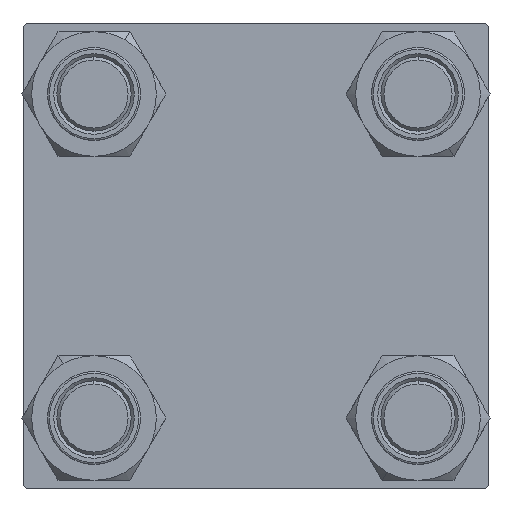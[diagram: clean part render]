
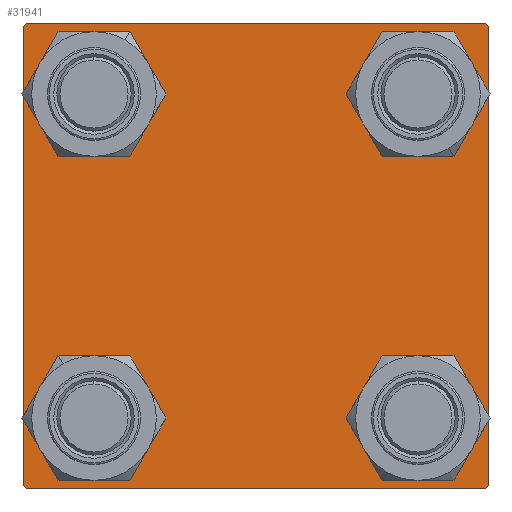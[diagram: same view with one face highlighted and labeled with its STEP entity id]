
A CAD part, left-side view. The second image highlights one B-rep face of the part: STEP entity #31941.
In plain terms, the highlighted planar face has unit normal (-1, 0, 0).
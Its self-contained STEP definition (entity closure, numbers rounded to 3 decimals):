
#460 = AXIS2_PLACEMENT_3D ( 'NONE', #30048, #41977, #30299 ) ;
#777 = CARTESIAN_POINT ( 'NONE',  ( 0., 26.15, -19.65 ) ) ;
#1297 = VERTEX_POINT ( 'NONE', #13042 ) ;
#1494 = AXIS2_PLACEMENT_3D ( 'NONE', #19695, #43045, #47106 ) ;
#1756 = CIRCLE ( 'NONE', #39834, 6.5 ) ;
#1828 = CARTESIAN_POINT ( 'NONE',  ( 0., 37., 37.5 ) ) ;
#1960 = CARTESIAN_POINT ( 'NONE',  ( 0., 37.5, -37. ) ) ;
#2060 = CARTESIAN_POINT ( 'NONE',  ( 0., 26.15, 26.15 ) ) ;
#2276 = FACE_BOUND ( 'NONE', #37567, .T. ) ;
#2296 = VERTEX_POINT ( 'NONE', #45780 ) ;
#3257 = ORIENTED_EDGE ( 'NONE', *, *, #50154, .T. ) ;
#3750 = CARTESIAN_POINT ( 'NONE',  ( 0., -37.25, -37.25 ) ) ;
#3818 = EDGE_CURVE ( 'NONE', #11280, #36630, #49105, .T. ) ;
#4116 = VERTEX_POINT ( 'NONE', #36927 ) ;
#4871 = ORIENTED_EDGE ( 'NONE', *, *, #26854, .T. ) ;
#6247 = CARTESIAN_POINT ( 'NONE',  ( 0., -37., -37.5 ) ) ;
#6284 = DIRECTION ( 'NONE',  ( 1., 0., 0. ) ) ;
#6365 = DIRECTION ( 'NONE',  ( 0., 0., 1. ) ) ;
#7222 = CARTESIAN_POINT ( 'NONE',  ( 0., -26.15, -32.65 ) ) ;
#7540 = CARTESIAN_POINT ( 'NONE',  ( 0., 37.5, 37.5 ) ) ;
#8898 = EDGE_CURVE ( 'NONE', #49270, #30326, #28728, .T. ) ;
#9130 = EDGE_CURVE ( 'NONE', #33800, #4116, #31485, .T. ) ;
#9240 = CARTESIAN_POINT ( 'NONE',  ( 0., -37., 37.5 ) ) ;
#9655 = EDGE_CURVE ( 'NONE', #2296, #38637, #40891, .T. ) ;
#10146 = CIRCLE ( 'NONE', #44178, 6.5 ) ;
#10663 = VERTEX_POINT ( 'NONE', #31006 ) ;
#11280 = VERTEX_POINT ( 'NONE', #27305 ) ;
#11363 = LINE ( 'NONE', #3750, #49551 ) ;
#11851 = ORIENTED_EDGE ( 'NONE', *, *, #24766, .T. ) ;
#12015 = VERTEX_POINT ( 'NONE', #18431 ) ;
#12081 = DIRECTION ( 'NONE',  ( 0., 0., -1. ) ) ;
#12190 = CARTESIAN_POINT ( 'NONE',  ( 0., 37.25, 37.25 ) ) ;
#12476 = ORIENTED_EDGE ( 'NONE', *, *, #9655, .T. ) ;
#12872 = DIRECTION ( 'NONE',  ( 0., 0.707, 0.707 ) ) ;
#12992 = VECTOR ( 'NONE', #12872, 1000. ) ;
#13042 = CARTESIAN_POINT ( 'NONE',  ( 0., -26.15, 19.65 ) ) ;
#13168 = ORIENTED_EDGE ( 'NONE', *, *, #8898, .F. ) ;
#14154 = ORIENTED_EDGE ( 'NONE', *, *, #42284, .T. ) ;
#15027 = ORIENTED_EDGE ( 'NONE', *, *, #40236, .T. ) ;
#15164 = LINE ( 'NONE', #30648, #42738 ) ;
#15584 = ORIENTED_EDGE ( 'NONE', *, *, #22801, .T. ) ;
#16530 = ORIENTED_EDGE ( 'NONE', *, *, #36289, .F. ) ;
#17531 = DIRECTION ( 'NONE',  ( 1., 0., 0. ) ) ;
#17684 = DIRECTION ( 'NONE',  ( 0., 0., 1. ) ) ;
#17814 = ORIENTED_EDGE ( 'NONE', *, *, #31547, .T. ) ;
#18240 = FACE_BOUND ( 'NONE', #47995, .T. ) ;
#18431 = CARTESIAN_POINT ( 'NONE',  ( 0., 26.15, -32.65 ) ) ;
#18761 = AXIS2_PLACEMENT_3D ( 'NONE', #2060, #17531, #6365 ) ;
#19426 = CARTESIAN_POINT ( 'NONE',  ( 0., -26.15, 26.15 ) ) ;
#19695 = CARTESIAN_POINT ( 'NONE',  ( 0., 26.15, -26.15 ) ) ;
#20125 = CIRCLE ( 'NONE', #1494, 6.5 ) ;
#20134 = CARTESIAN_POINT ( 'NONE',  ( 0., -37.5, 37. ) ) ;
#20592 = EDGE_LOOP ( 'NONE', ( #17814, #15584 ) ) ;
#20835 = VERTEX_POINT ( 'NONE', #49086 ) ;
#21553 = FACE_OUTER_BOUND ( 'NONE', #25090, .T. ) ;
#21603 = CARTESIAN_POINT ( 'NONE',  ( 0., -37.5, 37.5 ) ) ;
#21810 = FACE_BOUND ( 'NONE', #29162, .T. ) ;
#22801 = EDGE_CURVE ( 'NONE', #12015, #33994, #10146, .T. ) ;
#24416 = CIRCLE ( 'NONE', #42250, 6.5 ) ;
#24531 = VERTEX_POINT ( 'NONE', #1960 ) ;
#24532 = DIRECTION ( 'NONE',  ( 0., 0., 1. ) ) ;
#24564 = DIRECTION ( 'NONE',  ( 0., 0., 1. ) ) ;
#24671 = CARTESIAN_POINT ( 'NONE',  ( 0., 26.15, 32.65 ) ) ;
#24766 = EDGE_CURVE ( 'NONE', #36630, #11280, #46652, .T. ) ;
#24918 = DIRECTION ( 'NONE',  ( 0., -1., 0. ) ) ;
#25055 = CARTESIAN_POINT ( 'NONE',  ( 0., -37.25, 37.25 ) ) ;
#25090 = EDGE_LOOP ( 'NONE', ( #48930, #36666, #12476, #14154, #13168, #15027, #16530, #26716 ) ) ;
#25236 = CIRCLE ( 'NONE', #18761, 6.5 ) ;
#25602 = FACE_BOUND ( 'NONE', #20592, .T. ) ;
#25664 = VECTOR ( 'NONE', #41389, 1000. ) ;
#26716 = ORIENTED_EDGE ( 'NONE', *, *, #9130, .T. ) ;
#26854 = EDGE_CURVE ( 'NONE', #20835, #1297, #35375, .T. ) ;
#27305 = CARTESIAN_POINT ( 'NONE',  ( 0., -26.15, -19.65 ) ) ;
#28351 = DIRECTION ( 'NONE',  ( 1., 0., 0. ) ) ;
#28728 = LINE ( 'NONE', #21603, #25664 ) ;
#29162 = EDGE_LOOP ( 'NONE', ( #39644, #11851 ) ) ;
#29392 = EDGE_CURVE ( 'NONE', #24531, #2296, #15164, .T. ) ;
#30048 = CARTESIAN_POINT ( 'NONE',  ( 0., -26.15, -26.15 ) ) ;
#30299 = DIRECTION ( 'NONE',  ( 0., 0., 1. ) ) ;
#30326 = VERTEX_POINT ( 'NONE', #37563 ) ;
#30648 = CARTESIAN_POINT ( 'NONE',  ( 0., 37.25, -37.25 ) ) ;
#30884 = DIRECTION ( 'NONE',  ( 0., -1., 0. ) ) ;
#31006 = CARTESIAN_POINT ( 'NONE',  ( 0., 26.15, 19.65 ) ) ;
#31352 = VECTOR ( 'NONE', #43160, 1000. ) ;
#31485 = LINE ( 'NONE', #12190, #31352 ) ;
#31547 = EDGE_CURVE ( 'NONE', #33994, #12015, #20125, .T. ) ;
#31695 = DIRECTION ( 'NONE',  ( 1., 0., 0. ) ) ;
#31941 = ADVANCED_FACE ( 'NONE', ( #18240, #21810, #25602, #2276, #21553 ), #33467, .T. ) ;
#33467 = PLANE ( 'NONE',  #50150 ) ;
#33800 = VERTEX_POINT ( 'NONE', #1828 ) ;
#33994 = VERTEX_POINT ( 'NONE', #777 ) ;
#34043 = VECTOR ( 'NONE', #12081, 1000. ) ;
#34159 = DIRECTION ( 'NONE',  ( 1., 0., 0. ) ) ;
#35375 = CIRCLE ( 'NONE', #40212, 6.5 ) ;
#36150 = AXIS2_PLACEMENT_3D ( 'NONE', #48902, #6284, #45111 ) ;
#36289 = EDGE_CURVE ( 'NONE', #33800, #42696, #50169, .T. ) ;
#36630 = VERTEX_POINT ( 'NONE', #7222 ) ;
#36666 = ORIENTED_EDGE ( 'NONE', *, *, #29392, .T. ) ;
#36840 = CARTESIAN_POINT ( 'NONE',  ( 0., 37.5, -37.5 ) ) ;
#36927 = CARTESIAN_POINT ( 'NONE',  ( 0., 37.5, 37. ) ) ;
#37225 = CARTESIAN_POINT ( 'NONE',  ( 0., 26.15, 26.15 ) ) ;
#37563 = CARTESIAN_POINT ( 'NONE',  ( 0., -37.5, -37. ) ) ;
#37567 = EDGE_LOOP ( 'NONE', ( #3257, #46027 ) ) ;
#38480 = LINE ( 'NONE', #42535, #34043 ) ;
#38584 = ORIENTED_EDGE ( 'NONE', *, *, #42591, .T. ) ;
#38637 = VERTEX_POINT ( 'NONE', #6247 ) ;
#38722 = DIRECTION ( 'NONE',  ( 1., 0., 0. ) ) ;
#38781 = DIRECTION ( 'NONE',  ( 0., -0.707, 0.707 ) ) ;
#39043 = CARTESIAN_POINT ( 'NONE',  ( 0., 26.15, -26.15 ) ) ;
#39454 = EDGE_CURVE ( 'NONE', #4116, #24531, #38480, .T. ) ;
#39459 = VECTOR ( 'NONE', #24918, 1000. ) ;
#39644 = ORIENTED_EDGE ( 'NONE', *, *, #3818, .T. ) ;
#39834 = AXIS2_PLACEMENT_3D ( 'NONE', #37225, #34159, #17684 ) ;
#40212 = AXIS2_PLACEMENT_3D ( 'NONE', #40544, #31695, #24564 ) ;
#40236 = EDGE_CURVE ( 'NONE', #49270, #42696, #40778, .T. ) ;
#40544 = CARTESIAN_POINT ( 'NONE',  ( 0., -26.15, 26.15 ) ) ;
#40778 = LINE ( 'NONE', #25055, #12992 ) ;
#40891 = LINE ( 'NONE', #36840, #39459 ) ;
#41091 = CARTESIAN_POINT ( 'NONE',  ( 0., 0., 0. ) ) ;
#41389 = DIRECTION ( 'NONE',  ( 0., 0., -1. ) ) ;
#41849 = DIRECTION ( 'NONE',  ( -1., 0., 0. ) ) ;
#41977 = DIRECTION ( 'NONE',  ( 1., 0., 0. ) ) ;
#42250 = AXIS2_PLACEMENT_3D ( 'NONE', #19426, #38722, #45820 ) ;
#42284 = EDGE_CURVE ( 'NONE', #38637, #30326, #11363, .T. ) ;
#42321 = DIRECTION ( 'NONE',  ( 0., -0.707, -0.707 ) ) ;
#42535 = CARTESIAN_POINT ( 'NONE',  ( 0., 37.5, 37.5 ) ) ;
#42591 = EDGE_CURVE ( 'NONE', #1297, #20835, #24416, .T. ) ;
#42696 = VERTEX_POINT ( 'NONE', #9240 ) ;
#42738 = VECTOR ( 'NONE', #42321, 1000. ) ;
#43040 = EDGE_CURVE ( 'NONE', #10663, #49411, #25236, .T. ) ;
#43045 = DIRECTION ( 'NONE',  ( 1., 0., 0. ) ) ;
#43160 = DIRECTION ( 'NONE',  ( 0., 0.707, -0.707 ) ) ;
#43708 = VECTOR ( 'NONE', #30884, 1000. ) ;
#44178 = AXIS2_PLACEMENT_3D ( 'NONE', #39043, #28351, #24532 ) ;
#45111 = DIRECTION ( 'NONE',  ( 0., 0., 1. ) ) ;
#45780 = CARTESIAN_POINT ( 'NONE',  ( 0., 37., -37.5 ) ) ;
#45820 = DIRECTION ( 'NONE',  ( 0., 0., 1. ) ) ;
#46027 = ORIENTED_EDGE ( 'NONE', *, *, #43040, .T. ) ;
#46652 = CIRCLE ( 'NONE', #460, 6.5 ) ;
#47106 = DIRECTION ( 'NONE',  ( 0., 0., 1. ) ) ;
#47995 = EDGE_LOOP ( 'NONE', ( #4871, #38584 ) ) ;
#48902 = CARTESIAN_POINT ( 'NONE',  ( 0., -26.15, -26.15 ) ) ;
#48930 = ORIENTED_EDGE ( 'NONE', *, *, #39454, .T. ) ;
#49086 = CARTESIAN_POINT ( 'NONE',  ( 0., -26.15, 32.65 ) ) ;
#49105 = CIRCLE ( 'NONE', #36150, 6.5 ) ;
#49270 = VERTEX_POINT ( 'NONE', #20134 ) ;
#49411 = VERTEX_POINT ( 'NONE', #24671 ) ;
#49457 = DIRECTION ( 'NONE',  ( 0., 0., 1. ) ) ;
#49551 = VECTOR ( 'NONE', #38781, 1000. ) ;
#50150 = AXIS2_PLACEMENT_3D ( 'NONE', #41091, #41849, #49457 ) ;
#50154 = EDGE_CURVE ( 'NONE', #49411, #10663, #1756, .T. ) ;
#50169 = LINE ( 'NONE', #7540, #43708 ) ;
